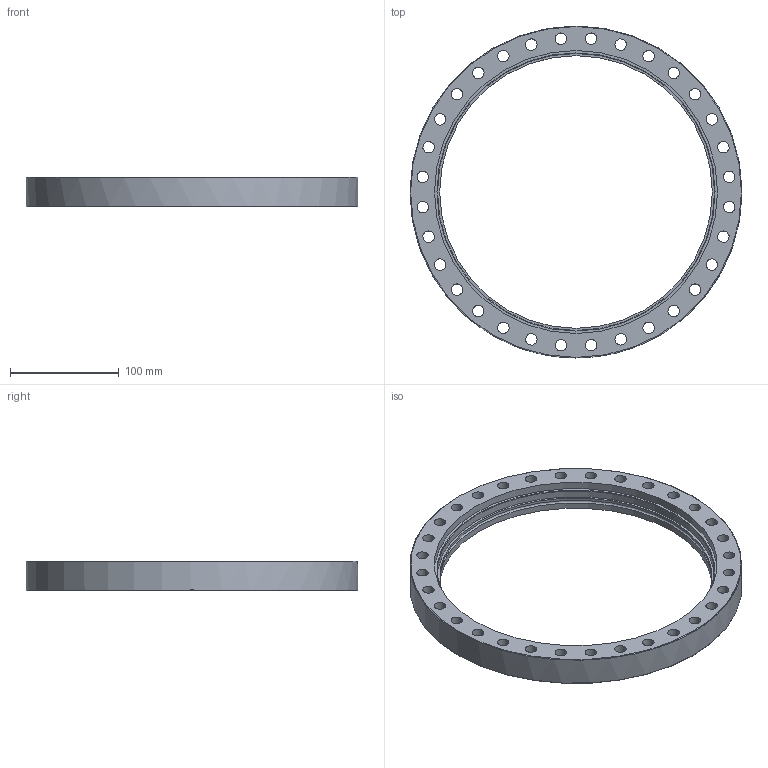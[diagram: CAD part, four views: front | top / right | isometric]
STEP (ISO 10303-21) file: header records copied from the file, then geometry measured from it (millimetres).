
FILE_DESCRIPTION((''),'2;1');
FILE_NAME('F250RB254-316LNS.stp','2009-03-13T09:01:08',('hasers'),(''),'Autodesk Inventor 2008','Autodesk Inventor 2008','');
FILE_SCHEMA(('AUTOMOTIVE_DESIGN { 1 0 10303 214 1 1 1 1 }'));
Length unit declared in the file: millimetre
Products named in the file (3): F250RB254-316LNS; CF-R [Subject [Summary]=-316LNS][Title [Summary]=F250RO]; CF-R [Subject [Summary]=-316LNS][Title [Summary]=F250RIB254]
Assembly tree (2 placements, depth 2):
  F250RB254-316LNS
    CF-R [Subject [Summary]=-316LNS][Title [Summary]=F250RO]
    CF-R [Subject [Summary]=-316LNS][Title [Summary]=F250RIB254]
Bounding box: 305 x 305 x 27 mm (x, y, z)
Volume: 513322.2 mm3; surface area: 159042.7 mm2
Topology: 2 solids, 2 shells, 61 faces, 191 edges, 135 vertices
Faces by surface type: bspline 40, torus 8, cylinder 5, plane 5, cone 3
Full cylindrical faces by diameter (mm): 270.1 x1, 271 x1, 305 x1
Entity records: 2434 total; most frequent: CARTESIAN_POINT 1040, DIRECTION 240, ORIENTED_EDGE 208, EDGE_LOOP 180, FACE_BOUND 119, AXIS2_PLACEMENT_3D 118, EDGE_CURVE 104, VERTEX_POINT 98
